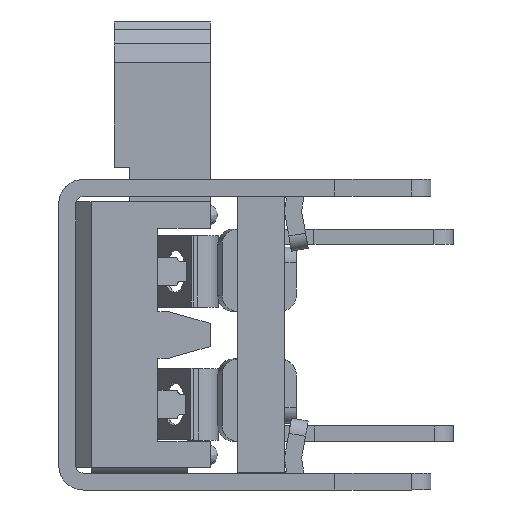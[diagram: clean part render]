
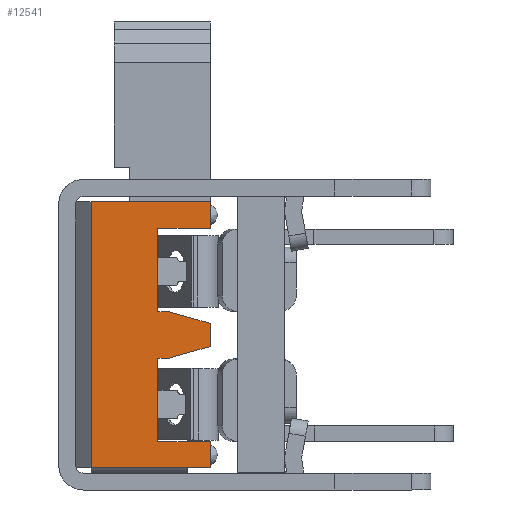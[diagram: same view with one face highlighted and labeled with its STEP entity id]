
A CAD part, left-side view. The second image highlights one B-rep face of the part: STEP entity #12541.
In plain terms, the highlighted planar face has unit normal (-1, 0, 0).
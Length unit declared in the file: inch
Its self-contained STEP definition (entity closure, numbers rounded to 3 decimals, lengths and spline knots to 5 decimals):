
#1040=FACE_OUTER_BOUND('',#1649,.T.);
#1649=EDGE_LOOP('',(#10274,#10275,#10276,#10277,#10278,#10279,#10280,#10281,
#10282,#10283,#10284,#10285,#10286,#10287));
#2212=LINE('',#18032,#3618);
#2605=LINE('',#18993,#4011);
#2619=LINE('',#19021,#4025);
#2767=LINE('',#19505,#4173);
#2829=LINE('',#19780,#4235);
#2832=LINE('',#19787,#4238);
#2835=LINE('',#19793,#4241);
#2839=LINE('',#19800,#4245);
#2841=LINE('',#19805,#4247);
#2845=LINE('',#19812,#4251);
#2848=LINE('',#19818,#4254);
#2852=LINE('',#19824,#4258);
#2853=LINE('',#19826,#4259);
#2901=LINE('',#19930,#4307);
#3618=VECTOR('',#14584,0.3937);
#4011=VECTOR('',#15463,0.3937);
#4025=VECTOR('',#15485,0.3937);
#4173=VECTOR('',#15889,0.3937);
#4235=VECTOR('',#16067,0.3937);
#4238=VECTOR('',#16074,0.3937);
#4241=VECTOR('',#16079,0.3937);
#4245=VECTOR('',#16085,0.3937);
#4247=VECTOR('',#16089,0.3937);
#4251=VECTOR('',#16095,0.3937);
#4254=VECTOR('',#16100,0.3937);
#4258=VECTOR('',#16108,0.3937);
#4259=VECTOR('',#16111,0.3937);
#4307=VECTOR('',#16211,0.3937);
#5005=VERTEX_POINT('',#18029);
#5006=VERTEX_POINT('',#18031);
#5330=VERTEX_POINT('',#18990);
#5331=VERTEX_POINT('',#18992);
#5340=VERTEX_POINT('',#19018);
#5341=VERTEX_POINT('',#19020);
#5492=VERTEX_POINT('',#19502);
#5493=VERTEX_POINT('',#19504);
#5542=VERTEX_POINT('',#19786);
#5544=VERTEX_POINT('',#19792);
#5546=VERTEX_POINT('',#19798);
#5548=VERTEX_POINT('',#19804);
#5550=VERTEX_POINT('',#19810);
#5552=VERTEX_POINT('',#19816);
#6342=EDGE_CURVE('',#5006,#5005,#2212,.T.);
#6829=EDGE_CURVE('',#5331,#5330,#2605,.T.);
#6843=EDGE_CURVE('',#5341,#5340,#2619,.T.);
#7064=EDGE_CURVE('',#5493,#5492,#2767,.T.);
#7147=EDGE_CURVE('',#5341,#5330,#2829,.T.);
#7150=EDGE_CURVE('',#5542,#5493,#2832,.T.);
#7153=EDGE_CURVE('',#5544,#5542,#2835,.T.);
#7157=EDGE_CURVE('',#5492,#5546,#2839,.T.);
#7159=EDGE_CURVE('',#5548,#5006,#2841,.T.);
#7163=EDGE_CURVE('',#5005,#5550,#2845,.T.);
#7166=EDGE_CURVE('',#5550,#5552,#2848,.T.);
#7170=EDGE_CURVE('',#5544,#5552,#2852,.T.);
#7171=EDGE_CURVE('',#5548,#5340,#2853,.T.);
#7222=EDGE_CURVE('',#5331,#5546,#2901,.T.);
#10274=ORIENTED_EDGE('',*,*,#7147,.F.);
#10275=ORIENTED_EDGE('',*,*,#6843,.T.);
#10276=ORIENTED_EDGE('',*,*,#7171,.F.);
#10277=ORIENTED_EDGE('',*,*,#7159,.T.);
#10278=ORIENTED_EDGE('',*,*,#6342,.T.);
#10279=ORIENTED_EDGE('',*,*,#7163,.T.);
#10280=ORIENTED_EDGE('',*,*,#7166,.T.);
#10281=ORIENTED_EDGE('',*,*,#7170,.F.);
#10282=ORIENTED_EDGE('',*,*,#7153,.T.);
#10283=ORIENTED_EDGE('',*,*,#7150,.T.);
#10284=ORIENTED_EDGE('',*,*,#7064,.T.);
#10285=ORIENTED_EDGE('',*,*,#7157,.T.);
#10286=ORIENTED_EDGE('',*,*,#7222,.F.);
#10287=ORIENTED_EDGE('',*,*,#6829,.T.);
#11427=PLANE('',#13437);
#12541=ADVANCED_FACE('',(#1040),#11427,.T.);
#13437=AXIS2_PLACEMENT_3D('',#19931,#16212,#16213);
#14584=DIRECTION('',(0.,0.,1.));
#15463=DIRECTION('',(0.,1.,0.));
#15485=DIRECTION('',(0.,-1.,0.));
#15889=DIRECTION('',(0.,0.,1.));
#16067=DIRECTION('',(0.,0.,1.));
#16074=DIRECTION('',(0.,1.,0.));
#16079=DIRECTION('',(0.,0.962,0.272));
#16085=DIRECTION('',(0.,-1.,0.));
#16089=DIRECTION('',(0.,1.,0.));
#16095=DIRECTION('',(0.,-1.,0.));
#16100=DIRECTION('',(0.,-0.962,0.272));
#16108=DIRECTION('',(0.,0.,-1.));
#16111=DIRECTION('',(0.,0.,-1.));
#16211=DIRECTION('',(0.,0.,-1.));
#16212=DIRECTION('center_axis',(-1.,0.,0.));
#16213=DIRECTION('ref_axis',(0.,0.,
1.));
#18029=CARTESIAN_POINT('',(-0.34298,0.26506,-0.1377));
#18031=CARTESIAN_POINT('',(-0.34298,0.26506,-0.2467));
#18032=CARTESIAN_POINT('',(-0.34298,0.26506,-0.1227));
#18990=CARTESIAN_POINT('',(-0.34298,0.35206,0.0653));
#18992=CARTESIAN_POINT('',(-0.34298,0.19706,0.0653));
#18993=CARTESIAN_POINT('',(-0.34298,0.19706,0.0653));
#19018=CARTESIAN_POINT('',(-0.34298,0.19706,-0.2807));
#19020=CARTESIAN_POINT('',(-0.34298,0.35206,-0.2807));
#19021=CARTESIAN_POINT('',(-0.34298,0.19706,-0.2807));
#19502=CARTESIAN_POINT('',(-0.34298,0.26506,0.0313));
#19504=CARTESIAN_POINT('',(-0.34298,0.26506,-0.0777));
#19505=CARTESIAN_POINT('',(-0.34298,0.26506,-0.0382));
#19780=CARTESIAN_POINT('',(-0.34298,0.35206,-0.1077));
#19786=CARTESIAN_POINT('',(-0.34298,0.25006,-0.0777));
#19787=CARTESIAN_POINT('',(-0.34298,0.23106,-0.0777));
#19792=CARTESIAN_POINT('',(-0.34298,0.19706,-0.0927));
#19793=CARTESIAN_POINT('',(-0.34298,0.2216,-0.08575));
#19798=CARTESIAN_POINT('',(-0.34298,0.19706,0.0313));
#19800=CARTESIAN_POINT('',(-0.34298,0.19706,0.0313));
#19804=CARTESIAN_POINT('',(-0.34298,0.19706,-0.2467));
#19805=CARTESIAN_POINT('',(-0.34298,0.23106,-0.2467));
#19810=CARTESIAN_POINT('',(-0.34298,0.25006,-0.1377));
#19812=CARTESIAN_POINT('',(-0.34298,0.22356,-0.1377));
#19816=CARTESIAN_POINT('',(-0.34298,0.19706,-0.1227));
#19818=CARTESIAN_POINT('',(-0.34298,0.1951,-0.12214));
#19824=CARTESIAN_POINT('',(-0.34298,0.19706,-0.1077));
#19826=CARTESIAN_POINT('',(-0.34298,0.19706,-0.1077));
#19930=CARTESIAN_POINT('',(-0.34298,0.19706,-0.1077));
#19931=CARTESIAN_POINT('Origin',(-0.34298,0.19706,-0.1077));
